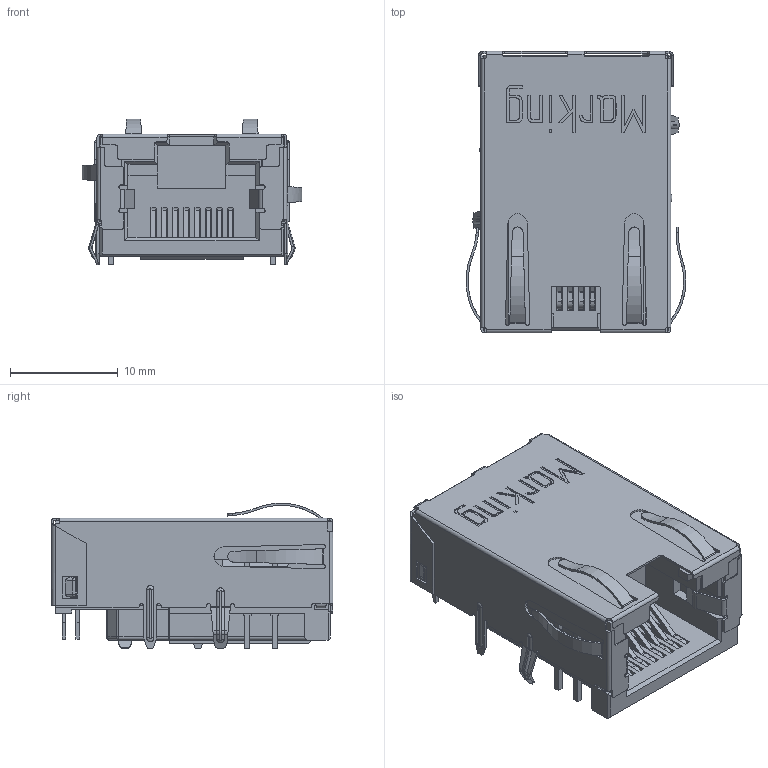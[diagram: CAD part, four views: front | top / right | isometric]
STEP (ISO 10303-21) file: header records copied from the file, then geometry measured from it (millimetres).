
FILE_DESCRIPTION(/* description */ ('Unknown'),/* implementation_level */ '2;1');
FILE_NAME(/* name */ 'T_Wurth_WE-RJ45LAN_10G_7499611424',/* time_stamp */ '2025-08-21T10:08:45+08:00',/* author */ ('Unknown'),/* organization */ ('Unknown'),/* preprocessor_version */ 'ST-DEVELOPER v19.4',/* originating_system */ 'Solid Edge',/* authorisation */ 'Unknown');
FILE_SCHEMA (('AUTOMOTIVE_DESIGN {1 0 10303 214 3 1 1}'));
Products named in the file (2): T_Wurth_WE-RJ45LAN_10G_7499611424
Assembly tree (1 placements, depth 2):
  T_Wurth_WE-RJ45LAN_10G_7499611424
    T_Wurth_WE-RJ45LAN_10G_7499611424
Bounding box: 20.36 x 26.1 x 13.47 mm (x, y, z)
Volume: 2188.7 mm3; surface area: 7321.5 mm2
Topology: 1 solids, 1 shells, 2059 faces, 5893 edges, 3768 vertices
Faces by surface type: plane 1566, cylinder 361, torus 61, bspline 55, sphere 10, cone 6
Full cylindrical faces by diameter (mm): 0.1 x4, 0.5 x1, 0.6 x10, 0.7 x16
Entity records: 82189 total; most frequent: CARTESIAN_POINT 14213, ORIENTED_EDGE 11632, DIRECTION 10332, EDGE_CURVE 5816, LINE 4686, VECTOR 4686, VERTEX_POINT 3737, AXIS2_PLACEMENT_3D 2823
